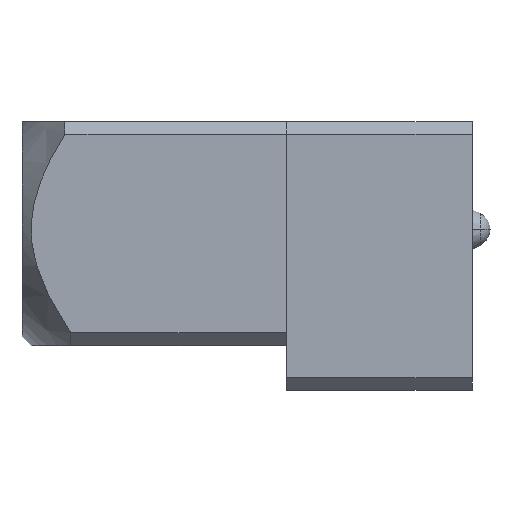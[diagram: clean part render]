
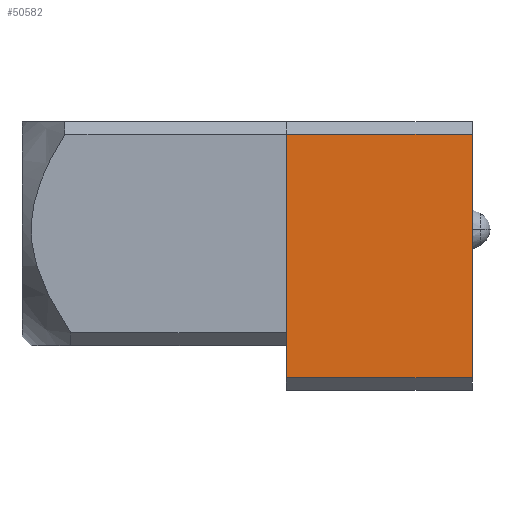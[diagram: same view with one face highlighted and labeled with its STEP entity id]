
A CAD part, left-side view. The second image highlights one B-rep face of the part: STEP entity #50582.
In plain terms, the highlighted planar face has unit normal (-1, 0, 0).
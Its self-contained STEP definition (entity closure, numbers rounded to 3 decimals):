
#17=DIRECTION('',(0.,-1.,0.));
#18=VECTOR('',#17,10.408);
#19=CARTESIAN_POINT('',(-37.474,0.024,-6.815));
#20=LINE('',#19,#18);
#1485=DIRECTION('',(0.,0.,1.));
#1486=VECTOR('',#1485,13.63);
#1487=CARTESIAN_POINT('',(-37.474,-10.384,-6.815));
#1488=LINE('',#1487,#1486);
#1499=DIRECTION('',(0.,0.,1.));
#1500=VECTOR('',#1499,13.63);
#1501=CARTESIAN_POINT('',(-37.474,0.024,-6.815));
#1502=LINE('',#1501,#1500);
#1511=DIRECTION('',(0.,-1.,0.));
#1512=VECTOR('',#1511,10.408);
#1513=CARTESIAN_POINT('',(-37.474,0.024,6.815));
#1514=LINE('',#1513,#1512);
#38170=CARTESIAN_POINT('',(-37.474,0.024,-6.815));
#38171=CARTESIAN_POINT('',(-37.474,-10.384,-6.815));
#38172=VERTEX_POINT('',#38170);
#38173=VERTEX_POINT('',#38171);
#38178=CARTESIAN_POINT('',(-37.474,0.024,6.815));
#38179=CARTESIAN_POINT('',(-37.474,-10.384,6.815));
#38180=VERTEX_POINT('',#38178);
#38181=VERTEX_POINT('',#38179);
#50570=CARTESIAN_POINT('',(-37.474,0.,-7.505));
#50571=DIRECTION('',(-1.,0.,0.));
#50572=DIRECTION('',(0.,-1.,0.));
#50573=AXIS2_PLACEMENT_3D('',#50570,#50571,#50572);
#50574=PLANE('',#50573);
#50575=ORIENTED_EDGE('',*,*,#49190,.F.);
#50576=ORIENTED_EDGE('',*,*,#49218,.T.);
#50578=ORIENTED_EDGE('',*,*,#50577,.T.);
#50579=ORIENTED_EDGE('',*,*,#50515,.F.);
#50580=EDGE_LOOP('',(#50575,#50576,#50578,#50579));
#50581=FACE_OUTER_BOUND('',#50580,.F.);
#50582=ADVANCED_FACE('',(#50581),#50574,.T.);
#49190=EDGE_CURVE('',#38172,#38173,#20,.T.);
#49218=EDGE_CURVE('',#38172,#38180,#1502,.T.);
#50515=EDGE_CURVE('',#38173,#38181,#1488,.T.);
#50577=EDGE_CURVE('',#38180,#38181,#1514,.T.);
